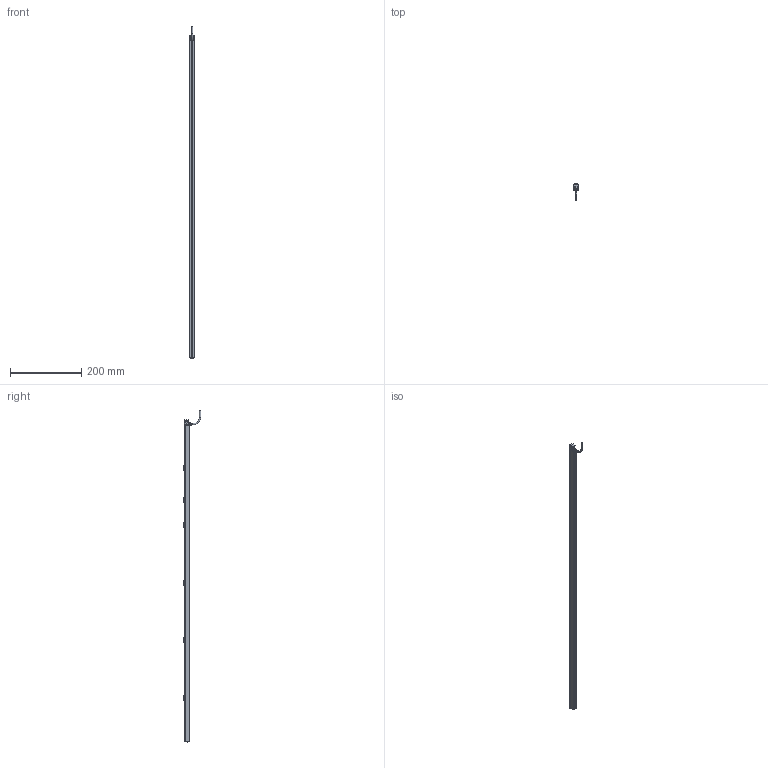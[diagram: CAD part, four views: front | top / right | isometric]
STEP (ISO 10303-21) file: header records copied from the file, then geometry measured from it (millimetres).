
FILE_DESCRIPTION((''),'2;1');
FILE_NAME('218400_ASM','2020-07-01T13:49:37',('PDMAdmin'),('BANNER ENGINEERING'),'CREO PARAMETRIC BY PTC INC, 2019292','CREO PARAMETRIC BY PTC INC, 2019292','');
FILE_SCHEMA(('CONFIG_CONTROL_DESIGN'));
Products named in the file (25): 218406_AF0; 213799_AF0; 213800_AF1; 213800_AF0_ASM; 213799_AF1; 213800_AF3; 213800_AF2_ASM; 213799_AF2; 213800_AF5; 213800_AF4_ASM; 213799_AF3; 213800_AF7; 213800_AF6_ASM; 213799_AF4; 213800_AF9; 213800_AF8_ASM; 213113_AF1; 213732_AF0; 213113_AF0_ASM; 212546_AF0; TTR_WEB_CABLE_SNUB; 214493_AF0; 212837; 810315_AF0_ASM; 218400_ASM
Assembly tree (24 placements, depth 4):
  218400_ASM
    810315_AF0_ASM
      218406_AF0
      213800_AF0_ASM
        213799_AF0
        213800_AF1
      213800_AF2_ASM
        213799_AF1
        213800_AF3
      213800_AF4_ASM
        213799_AF2
        213800_AF5
      213800_AF6_ASM
        213799_AF3
        213800_AF7
      213800_AF8_ASM
        213799_AF4
        213800_AF9
      213113_AF0_ASM
        213113_AF1
        213732_AF0
      212546_AF0
      TTR_WEB_CABLE_SNUB
      214493_AF0
      212837
Bounding box: 12.05 x 49.1 x 935.15 mm (x, y, z)
Volume: 84140.4 mm3; surface area: 99195.7 mm2
Topology: 31 solids, 33 shells, 1408 faces, 3632 edges, 2266 vertices
Faces by surface type: plane 516, bspline 430, cylinder 282, cone 98, sphere 26, torus 22, revolution 20, extrusion 14
Entity records: 76096 total; most frequent: CARTESIAN_POINT 45618, ORIENTED_EDGE 7200, DIRECTION 4856, EDGE_CURVE 3610, VERTEX_POINT 2266, AXIS2_PLACEMENT_3D 1719, B_SPLINE_CURVE_WITH_KNOTS 1561, EDGE_LOOP 1442
